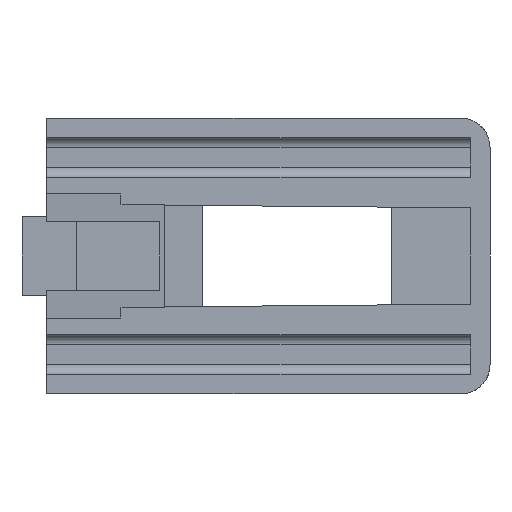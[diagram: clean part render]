
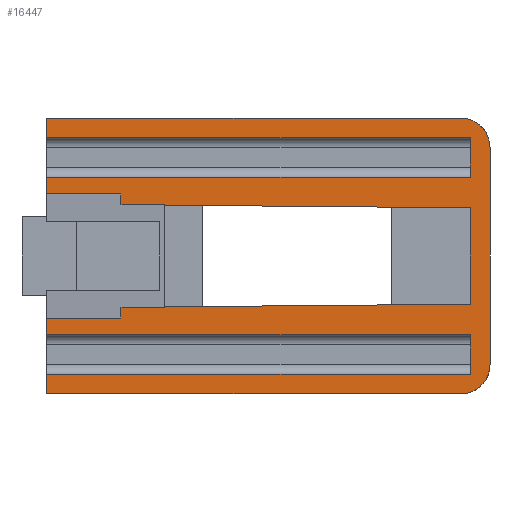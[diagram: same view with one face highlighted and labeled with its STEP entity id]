
A CAD part, front view. The second image highlights one B-rep face of the part: STEP entity #16447.
In plain terms, the highlighted planar face has unit normal (0, -1, 0).
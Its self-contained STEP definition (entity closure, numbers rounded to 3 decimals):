
#12288=CARTESIAN_POINT('',(7.59,0.,-5.236));
#12289=VERTEX_POINT('',#12288);
#12298=CARTESIAN_POINT('',(7.75,0.,-5.235));
#12299=VERTEX_POINT('',#12298);
#12300=CARTESIAN_POINT('',(7.75,0.,-5.235));
#12301=DIRECTION('',(-1.,0.,-0.009));
#12302=VECTOR('',#12301,0.16);
#12303=LINE('',#12300,#12302);
#12304=EDGE_CURVE('',#12299,#12289,#12303,.T.);
#12363=CARTESIAN_POINT('',(12.084,0.,-5.197));
#12364=VERTEX_POINT('',#12363);
#12371=CARTESIAN_POINT('',(43.3,0.,-4.925));
#12372=VERTEX_POINT('',#12371);
#12373=CARTESIAN_POINT('',(43.3,0.,-4.925));
#12374=DIRECTION('',(-1.,0.,-0.009));
#12375=VECTOR('',#12374,31.217);
#12376=LINE('',#12373,#12375);
#12377=EDGE_CURVE('',#12372,#12364,#12376,.T.);
#12393=CARTESIAN_POINT('',(7.59,-0.,5.236));
#12394=VERTEX_POINT('',#12393);
#12395=CARTESIAN_POINT('',(7.75,0.,5.235));
#12396=VERTEX_POINT('',#12395);
#12397=CARTESIAN_POINT('',(7.59,0.,5.236));
#12398=DIRECTION('',(1.,0.,-0.009));
#12399=VECTOR('',#12398,0.16);
#12400=LINE('',#12397,#12399);
#12401=EDGE_CURVE('',#12394,#12396,#12400,.T.);
#13001=CARTESIAN_POINT('',(0.,0.,6.344));
#13002=VERTEX_POINT('',#13001);
#13009=CARTESIAN_POINT('',(0.,0.,8.06));
#13010=VERTEX_POINT('',#13009);
#13011=CARTESIAN_POINT('',(0.,0.,8.06));
#13012=DIRECTION('',(0.,0.,-1.));
#13013=VECTOR('',#13012,1.716);
#13014=LINE('',#13011,#13013);
#13015=EDGE_CURVE('',#13010,#13002,#13014,.T.);
#13051=CARTESIAN_POINT('',(0.,0.,12.09));
#13052=VERTEX_POINT('',#13051);
#13059=CARTESIAN_POINT('',(0.,0.,14.098));
#13060=VERTEX_POINT('',#13059);
#13061=CARTESIAN_POINT('',(0.,0.,14.098));
#13062=DIRECTION('',(0.,0.,-1.));
#13063=VECTOR('',#13062,2.008);
#13064=LINE('',#13061,#13063);
#13065=EDGE_CURVE('',#13060,#13052,#13064,.T.);
#13201=CARTESIAN_POINT('',(0.,0.,-14.098));
#13202=VERTEX_POINT('',#13201);
#13209=CARTESIAN_POINT('',(0.,0.,-12.09));
#13210=VERTEX_POINT('',#13209);
#13211=CARTESIAN_POINT('',(0.,0.,-12.09));
#13212=DIRECTION('',(0.,0.,-1.));
#13213=VECTOR('',#13212,2.008);
#13214=LINE('',#13211,#13213);
#13215=EDGE_CURVE('',#13210,#13202,#13214,.T.);
#13251=CARTESIAN_POINT('',(0.,0.,-8.06));
#13252=VERTEX_POINT('',#13251);
#13259=CARTESIAN_POINT('',(0.,0.,-6.344));
#13260=VERTEX_POINT('',#13259);
#13261=CARTESIAN_POINT('',(0.,0.,-6.344));
#13262=DIRECTION('',(0.,0.,-1.));
#13263=VECTOR('',#13262,1.716);
#13264=LINE('',#13261,#13263);
#13265=EDGE_CURVE('',#13260,#13252,#13264,.T.);
#13338=CARTESIAN_POINT('',(12.084,0.,5.197));
#13339=VERTEX_POINT('',#13338);
#13346=CARTESIAN_POINT('',(12.084,0.,5.235));
#13347=VERTEX_POINT('',#13346);
#13348=CARTESIAN_POINT('',(12.084,0.,5.235));
#13349=DIRECTION('',(0.,-0.,-1.));
#13350=VECTOR('',#13349,0.038);
#13351=LINE('',#13348,#13350);
#13352=EDGE_CURVE('',#13347,#13339,#13351,.T.);
#13370=CARTESIAN_POINT('',(12.084,0.,-5.235));
#13371=VERTEX_POINT('',#13370);
#13378=CARTESIAN_POINT('',(12.084,0.,-5.197));
#13379=DIRECTION('',(0.,0.,-1.));
#13380=VECTOR('',#13379,0.038);
#13381=LINE('',#13378,#13380);
#13382=EDGE_CURVE('',#12364,#13371,#13381,.T.);
#13442=CARTESIAN_POINT('',(45.315,0.,11.077));
#13443=VERTEX_POINT('',#13442);
#13444=CARTESIAN_POINT('',(45.315,0.,-11.077));
#13445=VERTEX_POINT('',#13444);
#13446=CARTESIAN_POINT('',(45.315,0.,11.077));
#13447=DIRECTION('',(0.,0.,-1.));
#13448=VECTOR('',#13447,22.154);
#13449=LINE('',#13446,#13448);
#13450=EDGE_CURVE('',#13443,#13445,#13449,.T.);
#13753=CARTESIAN_POINT('',(42.294,0.,14.098));
#13754=VERTEX_POINT('',#13753);
#13755=CARTESIAN_POINT('',(0.,0.,14.098));
#13756=DIRECTION('',(1.,0.,-0.));
#13757=VECTOR('',#13756,42.294);
#13758=LINE('',#13755,#13757);
#13759=EDGE_CURVE('',#13060,#13754,#13758,.T.);
#13786=CARTESIAN_POINT('',(42.294,0.,-14.098));
#13787=VERTEX_POINT('',#13786);
#13794=CARTESIAN_POINT('',(0.,0.,-14.098));
#13795=DIRECTION('',(1.,0.,-0.));
#13796=VECTOR('',#13795,42.294);
#13797=LINE('',#13794,#13796);
#13798=EDGE_CURVE('',#13202,#13787,#13797,.T.);
#14035=CARTESIAN_POINT('',(43.301,0.,8.06));
#14036=VERTEX_POINT('',#14035);
#14043=CARTESIAN_POINT('',(43.301,0.,12.09));
#14044=VERTEX_POINT('',#14043);
#14045=CARTESIAN_POINT('',(43.301,0.,12.09));
#14046=DIRECTION('',(0.,-0.,-1.));
#14047=VECTOR('',#14046,4.03);
#14048=LINE('',#14045,#14047);
#14049=EDGE_CURVE('',#14044,#14036,#14048,.T.);
#14074=CARTESIAN_POINT('',(43.301,0.,-8.06));
#14075=VERTEX_POINT('',#14074);
#14082=CARTESIAN_POINT('',(43.301,0.,-8.06));
#14083=DIRECTION('',(-1.,0.,0.));
#14084=VECTOR('',#14083,43.301);
#14085=LINE('',#14082,#14084);
#14086=EDGE_CURVE('',#14075,#13252,#14085,.T.);
#14136=CARTESIAN_POINT('',(43.301,0.,8.06));
#14137=DIRECTION('',(-1.,0.,0.));
#14138=VECTOR('',#14137,43.301);
#14139=LINE('',#14136,#14138);
#14140=EDGE_CURVE('',#14036,#13010,#14139,.T.);
#14160=CARTESIAN_POINT('',(43.301,0.,12.09));
#14161=DIRECTION('',(-1.,0.,0.));
#14162=VECTOR('',#14161,43.301);
#14163=LINE('',#14160,#14162);
#14164=EDGE_CURVE('',#14044,#13052,#14163,.T.);
#15509=CARTESIAN_POINT('',(43.301,0.,-12.09));
#15510=VERTEX_POINT('',#15509);
#15517=CARTESIAN_POINT('',(43.301,0.,-8.06));
#15518=DIRECTION('',(0.,0.,-1.));
#15519=VECTOR('',#15518,4.03);
#15520=LINE('',#15517,#15519);
#15521=EDGE_CURVE('',#14075,#15510,#15520,.T.);
#15583=CARTESIAN_POINT('',(43.301,0.,-12.09));
#15584=DIRECTION('',(-1.,0.,0.));
#15585=VECTOR('',#15584,43.301);
#15586=LINE('',#15583,#15585);
#15587=EDGE_CURVE('',#15510,#13210,#15586,.T.);
#16179=CARTESIAN_POINT('',(7.59,0.,6.344));
#16180=VERTEX_POINT('',#16179);
#16187=CARTESIAN_POINT('',(0.,0.,6.344));
#16188=DIRECTION('',(1.,0.,-0.));
#16189=VECTOR('',#16188,7.59);
#16190=LINE('',#16187,#16189);
#16191=EDGE_CURVE('',#13002,#16180,#16190,.T.);
#16204=CARTESIAN_POINT('',(7.59,0.,-6.344));
#16205=VERTEX_POINT('',#16204);
#16206=CARTESIAN_POINT('',(0.,0.,-6.344));
#16207=DIRECTION('',(1.,0.,-0.));
#16208=VECTOR('',#16207,7.59);
#16209=LINE('',#16206,#16208);
#16210=EDGE_CURVE('',#13260,#16205,#16209,.T.);
#16321=CARTESIAN_POINT('',(7.59,0.,-5.236));
#16322=DIRECTION('',(0.,0.,-1.));
#16323=VECTOR('',#16322,1.108);
#16324=LINE('',#16321,#16323);
#16325=EDGE_CURVE('',#12289,#16205,#16324,.T.);
#16342=CARTESIAN_POINT('',(7.59,0.,6.344));
#16343=DIRECTION('',(0.,0.,-1.));
#16344=VECTOR('',#16343,1.108);
#16345=LINE('',#16342,#16344);
#16346=EDGE_CURVE('',#16180,#12394,#16345,.T.);
#16361=CARTESIAN_POINT('',(12.084,0.,-5.235));
#16362=DIRECTION('',(-1.,0.,-0.));
#16363=VECTOR('',#16362,4.334);
#16364=LINE('',#16361,#16363);
#16365=EDGE_CURVE('',#13371,#12299,#16364,.T.);
#16376=CARTESIAN_POINT('',(12.084,0.,5.235));
#16377=DIRECTION('',(-1.,-0.,-0.));
#16378=VECTOR('',#16377,4.334);
#16379=LINE('',#16376,#16378);
#16380=EDGE_CURVE('',#13347,#12396,#16379,.T.);
#16388=CARTESIAN_POINT('',(0.,0.,14.098));
#16389=DIRECTION('',(0.,1.,0.));
#16390=DIRECTION('',(0.,0.,1.));
#16391=AXIS2_PLACEMENT_3D('',#16388,#16389,#16390);
#16392=PLANE('',#16391);
#16393=ORIENTED_EDGE('',*,*,#12304,.T.);
#16394=ORIENTED_EDGE('',*,*,#16325,.T.);
#16395=ORIENTED_EDGE('',*,*,#16210,.F.);
#16396=ORIENTED_EDGE('',*,*,#13265,.T.);
#16397=ORIENTED_EDGE('',*,*,#14086,.F.);
#16398=ORIENTED_EDGE('',*,*,#15521,.T.);
#16399=ORIENTED_EDGE('',*,*,#15587,.T.);
#16400=ORIENTED_EDGE('',*,*,#13215,.T.);
#16401=ORIENTED_EDGE('',*,*,#13798,.T.);
#16402=CARTESIAN_POINT('',(42.294,0.,-11.077));
#16403=DIRECTION('',(0.,-1.,-0.));
#16404=DIRECTION('',(0.,-0.,1.));
#16405=AXIS2_PLACEMENT_3D('',#16402,#16403,#16404);
#16406=CIRCLE('',#16405,3.021);
#16407=EDGE_CURVE('',#13787,#13445,#16406,.T.);
#16408=ORIENTED_EDGE('',*,*,#16407,.T.);
#16409=ORIENTED_EDGE('',*,*,#13450,.F.);
#16410=CARTESIAN_POINT('',(42.294,0.,11.077));
#16411=DIRECTION('',(0.,-1.,-0.));
#16412=DIRECTION('',(0.,-0.,1.));
#16413=AXIS2_PLACEMENT_3D('',#16410,#16411,#16412);
#16414=CIRCLE('',#16413,3.021);
#16415=EDGE_CURVE('',#13443,#13754,#16414,.T.);
#16416=ORIENTED_EDGE('',*,*,#16415,.T.);
#16417=ORIENTED_EDGE('',*,*,#13759,.F.);
#16418=ORIENTED_EDGE('',*,*,#13065,.T.);
#16419=ORIENTED_EDGE('',*,*,#14164,.F.);
#16420=ORIENTED_EDGE('',*,*,#14049,.T.);
#16421=ORIENTED_EDGE('',*,*,#14140,.T.);
#16422=ORIENTED_EDGE('',*,*,#13015,.T.);
#16423=ORIENTED_EDGE('',*,*,#16191,.T.);
#16424=ORIENTED_EDGE('',*,*,#16346,.T.);
#16425=ORIENTED_EDGE('',*,*,#12401,.T.);
#16426=ORIENTED_EDGE('',*,*,#16380,.F.);
#16427=ORIENTED_EDGE('',*,*,#13352,.T.);
#16428=CARTESIAN_POINT('',(43.3,0.,4.925));
#16429=VERTEX_POINT('',#16428);
#16430=CARTESIAN_POINT('',(12.084,0.,5.197));
#16431=DIRECTION('',(1.,0.,-0.009));
#16432=VECTOR('',#16431,31.217);
#16433=LINE('',#16430,#16432);
#16434=EDGE_CURVE('',#13339,#16429,#16433,.T.);
#16435=ORIENTED_EDGE('',*,*,#16434,.T.);
#16436=CARTESIAN_POINT('',(43.3,0.,4.925));
#16437=DIRECTION('',(0.,0.,-1.));
#16438=VECTOR('',#16437,9.85);
#16439=LINE('',#16436,#16438);
#16440=EDGE_CURVE('',#16429,#12372,#16439,.T.);
#16441=ORIENTED_EDGE('',*,*,#16440,.T.);
#16442=ORIENTED_EDGE('',*,*,#12377,.T.);
#16443=ORIENTED_EDGE('',*,*,#13382,.T.);
#16444=ORIENTED_EDGE('',*,*,#16365,.T.);
#16445=EDGE_LOOP('',(#16393,#16394,#16395,#16396,#16397,#16398,#16399,#16400,#16401,#16408,#16409,#16416,#16417,#16418,#16419,#16420,#16421,#16422,#16423,#16424,#16425,#16426,#16427,#16435,#16441,#16442,
#16443,#16444));
#16446=FACE_BOUND('',#16445,.T.);
#16447=ADVANCED_FACE('',(#16446),#16392,.F.);
